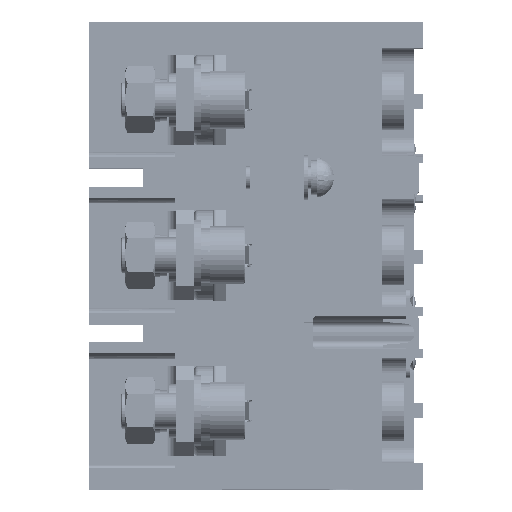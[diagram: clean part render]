
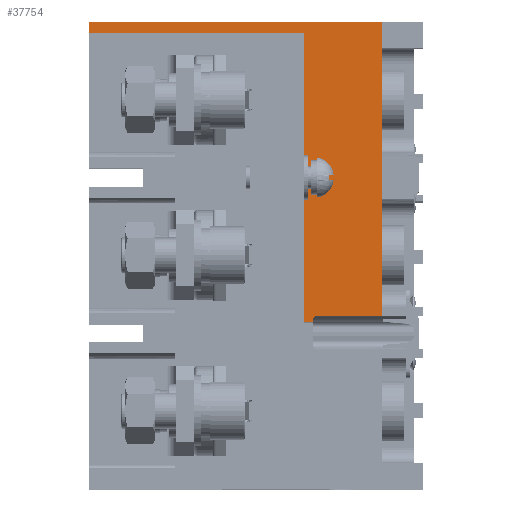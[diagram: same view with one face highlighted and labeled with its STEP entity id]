
A CAD part, top view. The second image highlights one B-rep face of the part: STEP entity #37754.
In plain terms, the highlighted planar face has unit normal (0, 0, 1).
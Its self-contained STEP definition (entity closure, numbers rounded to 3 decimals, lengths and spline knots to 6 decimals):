
#7706=DIRECTION('',(0.,-1.,0.));
#7707=VECTOR('',#7706,0.06613);
#7708=CARTESIAN_POINT('',(0.066,0.105,-0.0236));
#7709=LINE('',#7708,#7707);
#8703=DIRECTION('',(0.,-1.,0.));
#8704=VECTOR('',#8703,0.00254);
#8705=CARTESIAN_POINT('',(0.,0.105,-0.0236));
#8706=LINE('',#8705,#8704);
#8707=DIRECTION('',(-1.,0.,0.));
#8708=VECTOR('',#8707,0.066);
#8709=CARTESIAN_POINT('',(0.066,0.105,-0.0236));
#8710=LINE('',#8709,#8708);
#8711=DIRECTION('',(1.,0.,0.));
#8712=VECTOR('',#8711,0.0147);
#8713=CARTESIAN_POINT('',(0.0513,0.03887,-0.0236));
#8714=LINE('',#8713,#8712);
#8715=CARTESIAN_POINT('',(0.0513,0.03787,-0.0236));
#8716=DIRECTION('',(0.,0.,-1.));
#8717=DIRECTION('',(-1.,0.,0.));
#8718=AXIS2_PLACEMENT_3D('',#8715,#8716,#8717);
#8720=DIRECTION('',(0.,1.,0.));
#8721=VECTOR('',#8720,0.000479);
#8722=CARTESIAN_POINT('',(0.0503,0.037391,-0.0236));
#8723=LINE('',#8722,#8721);
#8724=DIRECTION('',(1.,0.,0.));
#8725=VECTOR('',#8724,0.002);
#8726=CARTESIAN_POINT('',(0.0483,0.037391,-0.0236));
#8727=LINE('',#8726,#8725);
#8728=DIRECTION('',(0.,-1.,0.));
#8729=VECTOR('',#8728,0.065069);
#8730=CARTESIAN_POINT('',(0.0483,0.10246,-0.0236));
#8731=LINE('',#8730,#8729);
#8732=DIRECTION('',(1.,0.,0.));
#8733=VECTOR('',#8732,0.0483);
#8734=CARTESIAN_POINT('',(0.,0.10246,-0.0236));
#8735=LINE('',#8734,#8733);
#21113=CARTESIAN_POINT('',(0.066,0.105,-0.0236));
#21114=VERTEX_POINT('',#21113);
#21115=CARTESIAN_POINT('',(0.,0.105,-0.0236));
#21116=VERTEX_POINT('',#21115);
#21636=CARTESIAN_POINT('',(0.0483,0.10246,-0.0236));
#21637=VERTEX_POINT('',#21636);
#21638=CARTESIAN_POINT('',(0.0483,0.037391,-0.0236));
#21639=VERTEX_POINT('',#21638);
#21680=CARTESIAN_POINT('',(0.,0.10246,-0.0236));
#21681=VERTEX_POINT('',#21680);
#22151=CARTESIAN_POINT('',(0.0513,0.03887,-0.0236));
#22152=VERTEX_POINT('',#22151);
#22153=CARTESIAN_POINT('',(0.066,0.03887,-0.0236));
#22154=VERTEX_POINT('',#22153);
#22175=CARTESIAN_POINT('',(0.0503,0.03787,-0.0236));
#22176=VERTEX_POINT('',#22175);
#22183=CARTESIAN_POINT('',(0.0503,0.037391,-0.0236));
#22184=VERTEX_POINT('',#22183);
#37734=CARTESIAN_POINT('',(0.,0.105,-0.0236));
#37735=DIRECTION('',(0.,0.,1.));
#37736=DIRECTION('',(0.,-1.,0.));
#37737=AXIS2_PLACEMENT_3D('',#37734,#37735,#37736);
#37738=PLANE('',#37737);
#37739=ORIENTED_EDGE('',*,*,#36636,.F.);
#37740=ORIENTED_EDGE('',*,*,#27283,.F.);
#37741=ORIENTED_EDGE('',*,*,#36321,.T.);
#37743=ORIENTED_EDGE('',*,*,#37742,.F.);
#37745=ORIENTED_EDGE('',*,*,#37744,.F.);
#37747=ORIENTED_EDGE('',*,*,#37746,.F.);
#37749=ORIENTED_EDGE('',*,*,#37748,.F.);
#37750=ORIENTED_EDGE('',*,*,#37466,.F.);
#37751=ORIENTED_EDGE('',*,*,#37453,.F.);
#37752=EDGE_LOOP('',(#37739,#37740,#37741,#37743,#37745,#37747,#37749,#37750,
#37751));
#37753=FACE_OUTER_BOUND('',#37752,.F.);
#37754=ADVANCED_FACE('',(#37753),#37738,.T.);
#8719=CIRCLE('',#8718,0.001);
#27283=EDGE_CURVE('',#21114,#21116,#8710,.T.);
#36321=EDGE_CURVE('',#21114,#22154,#7709,.T.);
#36636=EDGE_CURVE('',#21116,#21681,#8706,.T.);
#37453=EDGE_CURVE('',#21681,#21637,#8735,.T.);
#37466=EDGE_CURVE('',#21637,#21639,#8731,.T.);
#37742=EDGE_CURVE('',#22152,#22154,#8714,.T.);
#37744=EDGE_CURVE('',#22176,#22152,#8719,.T.);
#37746=EDGE_CURVE('',#22184,#22176,#8723,.T.);
#37748=EDGE_CURVE('',#21639,#22184,#8727,.T.);
